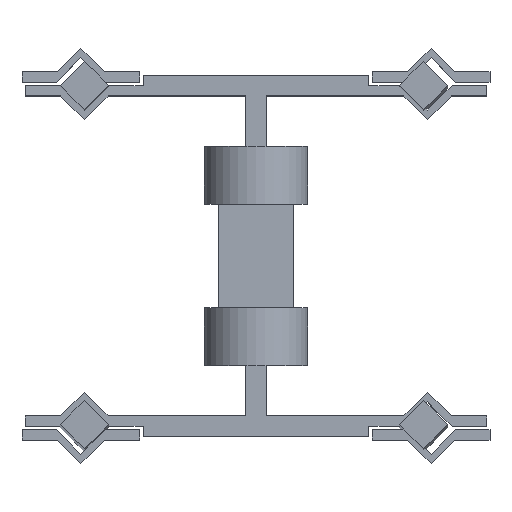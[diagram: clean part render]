
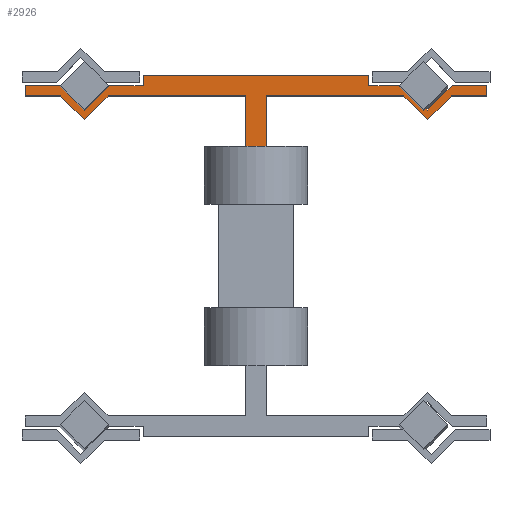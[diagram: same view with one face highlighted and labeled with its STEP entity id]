
A CAD part, top view. The second image highlights one B-rep face of the part: STEP entity #2926.
In plain terms, the highlighted face is planar.
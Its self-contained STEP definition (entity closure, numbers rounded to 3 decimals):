
#121=PLANE('',#3158);
#260=FACE_OUTER_BOUND('',#429,.T.);
#429=EDGE_LOOP('',(#2094,#2095,#2096,#2097,#2098,#2099,#2100,#2101,#2102,
#2103,#2104,#2105,#2106,#2107,#2108,#2109,#2110,#2111,#2112,#2113,#2114,
#2115,#2116,#2117,#2118));
#634=LINE('',#4253,#981);
#638=LINE('',#4261,#985);
#641=LINE('',#4267,#988);
#642=LINE('',#4269,#989);
#643=LINE('',#4271,#990);
#644=LINE('',#4273,#991);
#645=LINE('',#4275,#992);
#646=LINE('',#4277,#993);
#647=LINE('',#4279,#994);
#648=LINE('',#4281,#995);
#649=LINE('',#4283,#996);
#650=LINE('',#4285,#997);
#651=LINE('',#4287,#998);
#652=LINE('',#4289,#999);
#653=LINE('',#4291,#1000);
#654=LINE('',#4293,#1001);
#655=LINE('',#4295,#1002);
#656=LINE('',#4297,#1003);
#657=LINE('',#4299,#1004);
#658=LINE('',#4301,#1005);
#659=LINE('',#4303,#1006);
#660=LINE('',#4305,#1007);
#661=LINE('',#4307,#1008);
#662=LINE('',#4309,#1009);
#663=LINE('',#4310,#1010);
#981=VECTOR('',#3419,10.);
#985=VECTOR('',#3427,10.);
#988=VECTOR('',#3432,10.);
#989=VECTOR('',#3433,10.);
#990=VECTOR('',#3434,10.);
#991=VECTOR('',#3435,10.);
#992=VECTOR('',#3436,10.);
#993=VECTOR('',#3437,10.);
#994=VECTOR('',#3438,10.);
#995=VECTOR('',#3439,10.);
#996=VECTOR('',#3440,10.);
#997=VECTOR('',#3441,10.);
#998=VECTOR('',#3442,10.);
#999=VECTOR('',#3443,10.);
#1000=VECTOR('',#3444,10.);
#1001=VECTOR('',#3445,10.);
#1002=VECTOR('',#3446,10.);
#1003=VECTOR('',#3447,10.);
#1004=VECTOR('',#3448,10.);
#1005=VECTOR('',#3449,10.);
#1006=VECTOR('',#3450,10.);
#1007=VECTOR('',#3451,10.);
#1008=VECTOR('',#3452,10.);
#1009=VECTOR('',#3453,10.);
#1010=VECTOR('',#3454,10.);
#1393=VERTEX_POINT('',#4249);
#1395=VERTEX_POINT('',#4252);
#1397=VERTEX_POINT('',#4260);
#1399=VERTEX_POINT('',#4266);
#1400=VERTEX_POINT('',#4268);
#1401=VERTEX_POINT('',#4270);
#1402=VERTEX_POINT('',#4272);
#1403=VERTEX_POINT('',#4274);
#1404=VERTEX_POINT('',#4276);
#1405=VERTEX_POINT('',#4278);
#1406=VERTEX_POINT('',#4280);
#1407=VERTEX_POINT('',#4282);
#1408=VERTEX_POINT('',#4284);
#1409=VERTEX_POINT('',#4286);
#1410=VERTEX_POINT('',#4288);
#1411=VERTEX_POINT('',#4290);
#1412=VERTEX_POINT('',#4292);
#1413=VERTEX_POINT('',#4294);
#1414=VERTEX_POINT('',#4296);
#1415=VERTEX_POINT('',#4298);
#1416=VERTEX_POINT('',#4300);
#1417=VERTEX_POINT('',#4302);
#1418=VERTEX_POINT('',#4304);
#1419=VERTEX_POINT('',#4306);
#1420=VERTEX_POINT('',#4308);
#1670=EDGE_CURVE('',#1395,#1393,#634,.T.);
#1674=EDGE_CURVE('',#1397,#1395,#638,.T.);
#1677=EDGE_CURVE('',#1399,#1393,#641,.T.);
#1678=EDGE_CURVE('',#1399,#1400,#642,.T.);
#1679=EDGE_CURVE('',#1400,#1401,#643,.T.);
#1680=EDGE_CURVE('',#1402,#1401,#644,.T.);
#1681=EDGE_CURVE('',#1402,#1403,#645,.T.);
#1682=EDGE_CURVE('',#1404,#1403,#646,.T.);
#1683=EDGE_CURVE('',#1405,#1404,#647,.T.);
#1684=EDGE_CURVE('',#1406,#1405,#648,.T.);
#1685=EDGE_CURVE('',#1407,#1406,#649,.T.);
#1686=EDGE_CURVE('',#1408,#1407,#650,.T.);
#1687=EDGE_CURVE('',#1409,#1408,#651,.T.);
#1688=EDGE_CURVE('',#1410,#1409,#652,.T.);
#1689=EDGE_CURVE('',#1411,#1410,#653,.T.);
#1690=EDGE_CURVE('',#1411,#1412,#654,.T.);
#1691=EDGE_CURVE('',#1413,#1412,#655,.T.);
#1692=EDGE_CURVE('',#1413,#1414,#656,.T.);
#1693=EDGE_CURVE('',#1414,#1415,#657,.T.);
#1694=EDGE_CURVE('',#1415,#1416,#658,.T.);
#1695=EDGE_CURVE('',#1417,#1416,#659,.T.);
#1696=EDGE_CURVE('',#1417,#1418,#660,.T.);
#1697=EDGE_CURVE('',#1419,#1418,#661,.T.);
#1698=EDGE_CURVE('',#1419,#1420,#662,.T.);
#1699=EDGE_CURVE('',#1420,#1397,#663,.T.);
#2094=ORIENTED_EDGE('',*,*,#1670,.T.);
#2095=ORIENTED_EDGE('',*,*,#1677,.F.);
#2096=ORIENTED_EDGE('',*,*,#1678,.T.);
#2097=ORIENTED_EDGE('',*,*,#1679,.T.);
#2098=ORIENTED_EDGE('',*,*,#1680,.F.);
#2099=ORIENTED_EDGE('',*,*,#1681,.T.);
#2100=ORIENTED_EDGE('',*,*,#1682,.F.);
#2101=ORIENTED_EDGE('',*,*,#1683,.F.);
#2102=ORIENTED_EDGE('',*,*,#1684,.F.);
#2103=ORIENTED_EDGE('',*,*,#1685,.F.);
#2104=ORIENTED_EDGE('',*,*,#1686,.F.);
#2105=ORIENTED_EDGE('',*,*,#1687,.F.);
#2106=ORIENTED_EDGE('',*,*,#1688,.F.);
#2107=ORIENTED_EDGE('',*,*,#1689,.F.);
#2108=ORIENTED_EDGE('',*,*,#1690,.T.);
#2109=ORIENTED_EDGE('',*,*,#1691,.F.);
#2110=ORIENTED_EDGE('',*,*,#1692,.T.);
#2111=ORIENTED_EDGE('',*,*,#1693,.T.);
#2112=ORIENTED_EDGE('',*,*,#1694,.T.);
#2113=ORIENTED_EDGE('',*,*,#1695,.F.);
#2114=ORIENTED_EDGE('',*,*,#1696,.T.);
#2115=ORIENTED_EDGE('',*,*,#1697,.F.);
#2116=ORIENTED_EDGE('',*,*,#1698,.T.);
#2117=ORIENTED_EDGE('',*,*,#1699,.T.);
#2118=ORIENTED_EDGE('',*,*,#1674,.T.);
#2926=ADVANCED_FACE('',(#260),#121,.F.);
#3158=AXIS2_PLACEMENT_3D('',#4265,#3430,#3431);
#3419=DIRECTION('',(1.,0.,0.));
#3427=DIRECTION('',(0.,1.,0.));
#3430=DIRECTION('center_axis',(0.,0.,1.));
#3431=DIRECTION('ref_axis',(1.,0.,0.));
#3432=DIRECTION('',(0.,1.,0.));
#3433=DIRECTION('',(1.,0.,0.));
#3434=DIRECTION('',(1.,0.,0.));
#3435=DIRECTION('',(-0.707,-0.707,0.));
#3436=DIRECTION('',(0.707,-0.707,0.));
#3437=DIRECTION('',(-1.,0.,0.));
#3438=DIRECTION('',(0.,1.,0.));
#3439=DIRECTION('',(1.,0.,0.));
#3440=DIRECTION('',(0.707,-0.707,0.));
#3441=DIRECTION('',(0.707,0.707,0.));
#3442=DIRECTION('',(1.,0.,0.));
#3443=DIRECTION('',(0.,1.,0.));
#3444=DIRECTION('',(1.,0.,0.));
#3445=DIRECTION('',(0.,1.,0.));
#3446=DIRECTION('',(1.,0.,0.));
#3447=DIRECTION('',(-0.707,0.707,0.));
#3448=DIRECTION('',(-0.707,-0.707,0.));
#3449=DIRECTION('',(-1.,0.,0.));
#3450=DIRECTION('',(0.,-1.,0.));
#3451=DIRECTION('',(1.,0.,0.));
#3452=DIRECTION('',(-0.707,-0.707,0.));
#3453=DIRECTION('',(0.707,-0.707,0.));
#3454=DIRECTION('',(1.,0.,0.));
#4249=CARTESIAN_POINT('',(52.83,19.02,1.));
#4252=CARTESIAN_POINT('',(46.81,19.02,1.));
#4253=CARTESIAN_POINT('',(24.915,19.02,1.));
#4260=CARTESIAN_POINT('',(46.81,4.4,1.));
#4261=CARTESIAN_POINT('',(46.81,28.4,1.));
#4265=CARTESIAN_POINT('Origin',(0.01,6.349,1.));
#4266=CARTESIAN_POINT('',(52.83,4.4,1.));
#4267=CARTESIAN_POINT('',(52.83,8.47,1.));
#4268=CARTESIAN_POINT('',(82.58,4.4,1.));
#4269=CARTESIAN_POINT('',(17.08,4.4,1.));
#4270=CARTESIAN_POINT('',(92.752,4.4,1.));
#4271=CARTESIAN_POINT('',(82.58,4.4,1.));
#4272=CARTESIAN_POINT('',(99.651,11.299,1.));
#4273=CARTESIAN_POINT('',(98.237,9.885,1.));
#4274=CARTESIAN_POINT('',(106.551,4.4,1.));
#4275=CARTESIAN_POINT('',(101.065,9.885,1.));
#4276=CARTESIAN_POINT('',(116.722,4.4,1.));
#4277=CARTESIAN_POINT('',(116.722,4.4,1.));
#4278=CARTESIAN_POINT('',(116.722,1.4,1.));
#4279=CARTESIAN_POINT('',(116.722,1.4,1.));
#4280=CARTESIAN_POINT('',(106.722,1.4,1.));
#4281=CARTESIAN_POINT('',(106.722,1.4,1.));
#4282=CARTESIAN_POINT('',(99.651,8.471,1.));
#4283=CARTESIAN_POINT('',(99.651,8.471,1.));
#4284=CARTESIAN_POINT('',(92.58,1.4,1.));
#4285=CARTESIAN_POINT('',(92.58,1.4,1.));
#4286=CARTESIAN_POINT('',(82.58,1.4,1.));
#4287=CARTESIAN_POINT('',(82.58,1.4,1.));
#4288=CARTESIAN_POINT('',(82.58,-1.6,1.));
#4289=CARTESIAN_POINT('',(82.58,-1.6,1.));
#4290=CARTESIAN_POINT('',(17.08,-1.6,1.));
#4291=CARTESIAN_POINT('',(17.08,-1.6,1.));
#4292=CARTESIAN_POINT('',(17.08,1.4,1.));
#4293=CARTESIAN_POINT('',(17.08,-1.6,1.));
#4294=CARTESIAN_POINT('',(7.08,1.4,1.));
#4295=CARTESIAN_POINT('',(7.08,1.4,1.));
#4296=CARTESIAN_POINT('',(0.01,8.47,1.));
#4297=CARTESIAN_POINT('',(7.08,1.4,1.));
#4298=CARTESIAN_POINT('',(-7.06,1.4,1.));
#4299=CARTESIAN_POINT('',(0.01,8.47,1.));
#4300=CARTESIAN_POINT('',(-17.06,1.4,1.));
#4301=CARTESIAN_POINT('',(-7.06,1.4,1.));
#4302=CARTESIAN_POINT('',(-17.06,4.4,1.));
#4303=CARTESIAN_POINT('',(-17.06,4.4,1.));
#4304=CARTESIAN_POINT('',(-6.888,4.4,1.));
#4305=CARTESIAN_POINT('',(-17.06,4.4,1.));
#4306=CARTESIAN_POINT('',(0.01,11.298,1.));
#4307=CARTESIAN_POINT('',(-1.404,9.884,1.));
#4308=CARTESIAN_POINT('',(6.908,4.4,1.));
#4309=CARTESIAN_POINT('',(1.424,9.884,1.));
#4310=CARTESIAN_POINT('',(17.08,4.4,1.));
